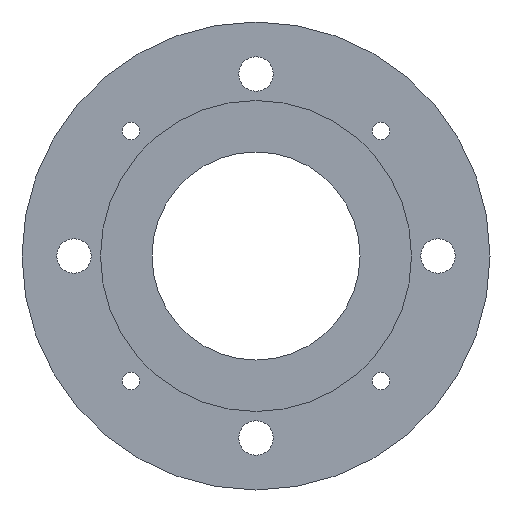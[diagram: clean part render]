
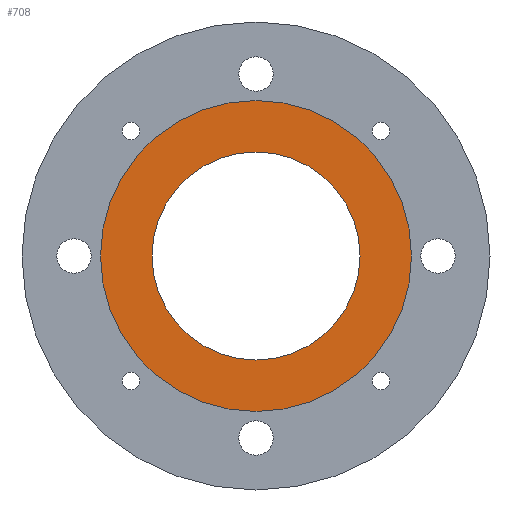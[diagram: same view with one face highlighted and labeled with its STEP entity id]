
A CAD part, left-side view. The second image highlights one B-rep face of the part: STEP entity #708.
In plain terms, the highlighted planar face has unit normal (-1, 0, 0).
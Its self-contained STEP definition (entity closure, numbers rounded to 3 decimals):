
#71 = EDGE_LOOP ( 'NONE', ( #222, #219 ) ) ;
#74 = EDGE_LOOP ( 'NONE', ( #223, #220 ) ) ;
#219 = ORIENTED_EDGE ( 'NONE', *, *, #661, .T. ) ;
#220 = ORIENTED_EDGE ( 'NONE', *, *, #646, .F. ) ;
#222 = ORIENTED_EDGE ( 'NONE', *, *, #658, .T. ) ;
#223 = ORIENTED_EDGE ( 'NONE', *, *, #660, .F. ) ;
#331 = FACE_BOUND ( 'NONE', #74, .T. ) ;
#332 = FACE_OUTER_BOUND ( 'NONE', #71, .T. ) ;
#444 = CARTESIAN_POINT ( 'NONE',  ( 0., 0., 0. ) ) ;
#447 = DIRECTION ( 'NONE',  ( -1., 0., 0. ) ) ;
#576 = CARTESIAN_POINT ( 'NONE',  ( 0., 0., 0. ) ) ;
#577 = DIRECTION ( 'NONE',  ( -1., 0., 0. ) ) ;
#578 = DIRECTION ( 'NONE',  ( 0., 0., 1. ) ) ;
#646 = EDGE_CURVE ( 'NONE', #943, #947, #765, .T. ) ;
#658 = EDGE_CURVE ( 'NONE', #967, #940, #753, .T. ) ;
#660 = EDGE_CURVE ( 'NONE', #947, #943, #743, .T. ) ;
#661 = EDGE_CURVE ( 'NONE', #940, #967, #751, .T. ) ;
#708 = ADVANCED_FACE ( 'NONE', ( #331, #332 ), #1148, .F. ) ;
#743 = CIRCLE ( 'NONE', #833, 20. ) ;
#745 = AXIS2_PLACEMENT_3D ( 'NONE', #444, #447, #933 ) ;
#751 = CIRCLE ( 'NONE', #831, 29.9 ) ;
#753 = CIRCLE ( 'NONE', #745, 29.9 ) ;
#764 = AXIS2_PLACEMENT_3D ( 'NONE', #576, #577, #578 ) ;
#765 = CIRCLE ( 'NONE', #764, 20. ) ;
#831 = AXIS2_PLACEMENT_3D ( 'NONE', #1011, #1012, #1013 ) ;
#833 = AXIS2_PLACEMENT_3D ( 'NONE', #1008, #1009, #1010 ) ;
#912 = AXIS2_PLACEMENT_3D ( 'NONE', #1149, #1150, #1151 ) ;
#933 = DIRECTION ( 'NONE',  ( 0., 0., 1. ) ) ;
#940 = VERTEX_POINT ( 'NONE', #1255 ) ;
#943 = VERTEX_POINT ( 'NONE', #1258 ) ;
#947 = VERTEX_POINT ( 'NONE', #1262 ) ;
#967 = VERTEX_POINT ( 'NONE', #1286 ) ;
#1008 = CARTESIAN_POINT ( 'NONE',  ( 0., 0., 0. ) ) ;
#1009 = DIRECTION ( 'NONE',  ( -1., 0., 0. ) ) ;
#1010 = DIRECTION ( 'NONE',  ( 0., 0., 1. ) ) ;
#1011 = CARTESIAN_POINT ( 'NONE',  ( 0., 0., 0. ) ) ;
#1012 = DIRECTION ( 'NONE',  ( -1., 0., 0. ) ) ;
#1013 = DIRECTION ( 'NONE',  ( 0., 0., 1. ) ) ;
#1148 = PLANE ( 'NONE',  #912 ) ;
#1149 = CARTESIAN_POINT ( 'NONE',  ( 0., 29.9, 0. ) ) ;
#1150 = DIRECTION ( 'NONE',  ( 1., 0., 0. ) ) ;
#1151 = DIRECTION ( 'NONE',  ( 0., 0., -1. ) ) ;
#1255 = CARTESIAN_POINT ( 'NONE',  ( 0., 0., -29.9 ) ) ;
#1258 = CARTESIAN_POINT ( 'NONE',  ( 0., 0., -20. ) ) ;
#1262 = CARTESIAN_POINT ( 'NONE',  ( 0., 0., 20. ) ) ;
#1286 = CARTESIAN_POINT ( 'NONE',  ( 0., 0., 29.9 ) ) ;
